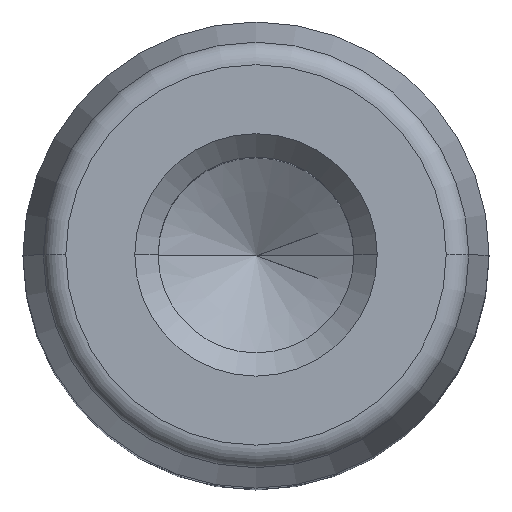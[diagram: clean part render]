
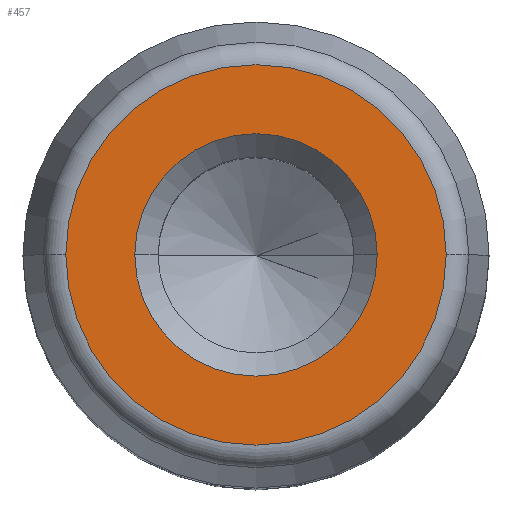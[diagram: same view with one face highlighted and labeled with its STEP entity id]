
A CAD part, top view. The second image highlights one B-rep face of the part: STEP entity #457.
In plain terms, the highlighted planar face has unit normal (0, 0, 1).
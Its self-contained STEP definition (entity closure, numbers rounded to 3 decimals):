
#4 = EDGE_LOOP ( 'NONE', ( #934, #512 ) ) ;
#33 = CIRCLE ( 'NONE', #706, 2.6 ) ;
#38 = EDGE_CURVE ( 'NONE', #429, #833, #200, .T. ) ;
#85 = DIRECTION ( 'NONE',  ( 1., 0., 0. ) ) ;
#122 = DIRECTION ( 'NONE',  ( 1., 0., 0. ) ) ;
#144 = CARTESIAN_POINT ( 'NONE',  ( 0., 0., 25. ) ) ;
#164 = EDGE_CURVE ( 'NONE', #833, #429, #33, .T. ) ;
#200 = CIRCLE ( 'NONE', #1255, 2.6 ) ;
#203 = CARTESIAN_POINT ( 'NONE',  ( 0., 0., 25. ) ) ;
#241 = EDGE_CURVE ( 'NONE', #459, #1346, #1330, .T. ) ;
#294 = FACE_BOUND ( 'NONE', #4, .T. ) ;
#306 = DIRECTION ( 'NONE',  ( 1., 0., 0. ) ) ;
#413 = EDGE_LOOP ( 'NONE', ( #993, #812 ) ) ;
#429 = VERTEX_POINT ( 'NONE', #1443 ) ;
#444 = CARTESIAN_POINT ( 'NONE',  ( 0., 0., 25. ) ) ;
#457 = ADVANCED_FACE ( 'NONE', ( #294, #581 ), #680, .T. ) ;
#459 = VERTEX_POINT ( 'NONE', #1334 ) ;
#467 = CIRCLE ( 'NONE', #619, 4.08 ) ;
#512 = ORIENTED_EDGE ( 'NONE', *, *, #164, .T. ) ;
#524 = AXIS2_PLACEMENT_3D ( 'NONE', #444, #775, #122 ) ;
#562 = CARTESIAN_POINT ( 'NONE',  ( 0., 0., 25. ) ) ;
#581 = FACE_OUTER_BOUND ( 'NONE', #413, .T. ) ;
#619 = AXIS2_PLACEMENT_3D ( 'NONE', #203, #978, #306 ) ;
#671 = DIRECTION ( 'NONE',  ( 1., 0., 0. ) ) ;
#680 = PLANE ( 'NONE',  #524 ) ;
#706 = AXIS2_PLACEMENT_3D ( 'NONE', #1414, #739, #85 ) ;
#708 = DIRECTION ( 'NONE',  ( 1., 0., 0. ) ) ;
#739 = DIRECTION ( 'NONE',  ( 0., 0., -1. ) ) ;
#761 = AXIS2_PLACEMENT_3D ( 'NONE', #562, #1324, #671 ) ;
#775 = DIRECTION ( 'NONE',  ( 0., 0., 1. ) ) ;
#812 = ORIENTED_EDGE ( 'NONE', *, *, #1157, .T. ) ;
#833 = VERTEX_POINT ( 'NONE', #1006 ) ;
#934 = ORIENTED_EDGE ( 'NONE', *, *, #38, .T. ) ;
#978 = DIRECTION ( 'NONE',  ( 0., 0., 1. ) ) ;
#993 = ORIENTED_EDGE ( 'NONE', *, *, #241, .T. ) ;
#1006 = CARTESIAN_POINT ( 'NONE',  ( -2.6, 0., 25. ) ) ;
#1157 = EDGE_CURVE ( 'NONE', #1346, #459, #467, .T. ) ;
#1255 = AXIS2_PLACEMENT_3D ( 'NONE', #144, #1289, #708 ) ;
#1289 = DIRECTION ( 'NONE',  ( 0., 0., -1. ) ) ;
#1324 = DIRECTION ( 'NONE',  ( 0., 0., 1. ) ) ;
#1330 = CIRCLE ( 'NONE', #761, 4.08 ) ;
#1334 = CARTESIAN_POINT ( 'NONE',  ( 4.08, 0., 25. ) ) ;
#1346 = VERTEX_POINT ( 'NONE', #1433 ) ;
#1414 = CARTESIAN_POINT ( 'NONE',  ( 0., 0., 25. ) ) ;
#1433 = CARTESIAN_POINT ( 'NONE',  ( -4.08, 0., 25. ) ) ;
#1443 = CARTESIAN_POINT ( 'NONE',  ( 2.6, 0., 25. ) ) ;
